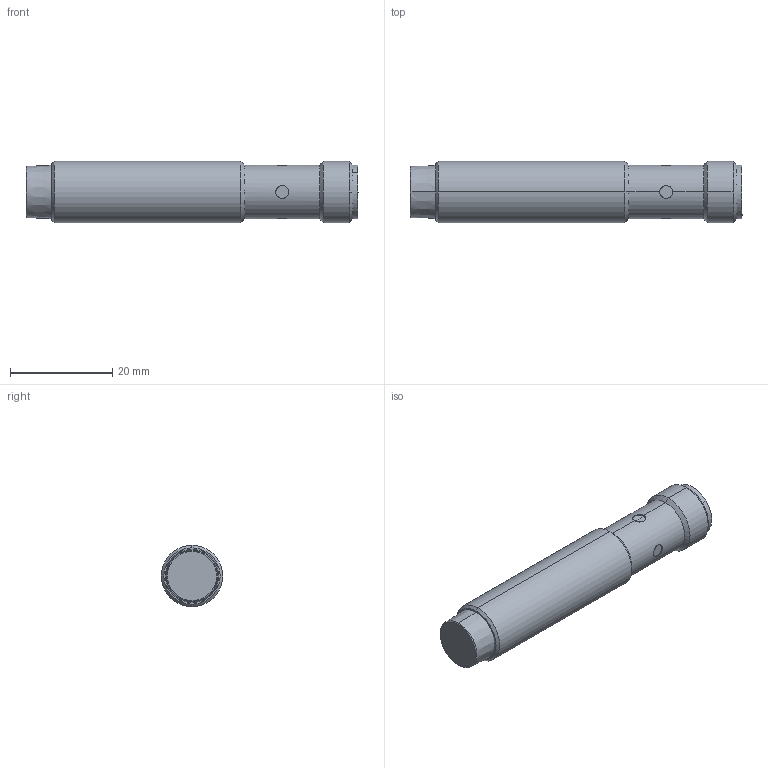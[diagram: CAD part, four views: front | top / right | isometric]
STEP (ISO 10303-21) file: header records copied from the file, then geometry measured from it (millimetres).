
FILE_DESCRIPTION (( 'STEP AP214' ), '1' );
FILE_NAME ('AM1-AP-4H.step', '2018-04-12T19:20:55', ( '' ), ( '' ), 'SwSTEP 2.0', 'SolidWorks 2017', '' );
FILE_SCHEMA (( 'AUTOMOTIVE_DESIGN' ));
Length unit declared in the file: inch
Products named in the file (1): AM1-AP-4H
Bounding box: 64.8 x 12 x 12 mm (x, y, z)
Volume: 5505.7 mm3; surface area: 4171 mm2
Topology: 3 solids, 3 shells, 112 faces, 287 edges, 182 vertices
Faces by surface type: cylinder 55, plane 25, cone 20, bspline 12
Entity records: 5304 total; most frequent: CARTESIAN_POINT 1057, DIRECTION 608, ORIENTED_EDGE 558, EDGE_CURVE 279, AXIS2_PLACEMENT_3D 249, VERTEX_POINT 182, CIRCLE 148, EDGE_LOOP 121
